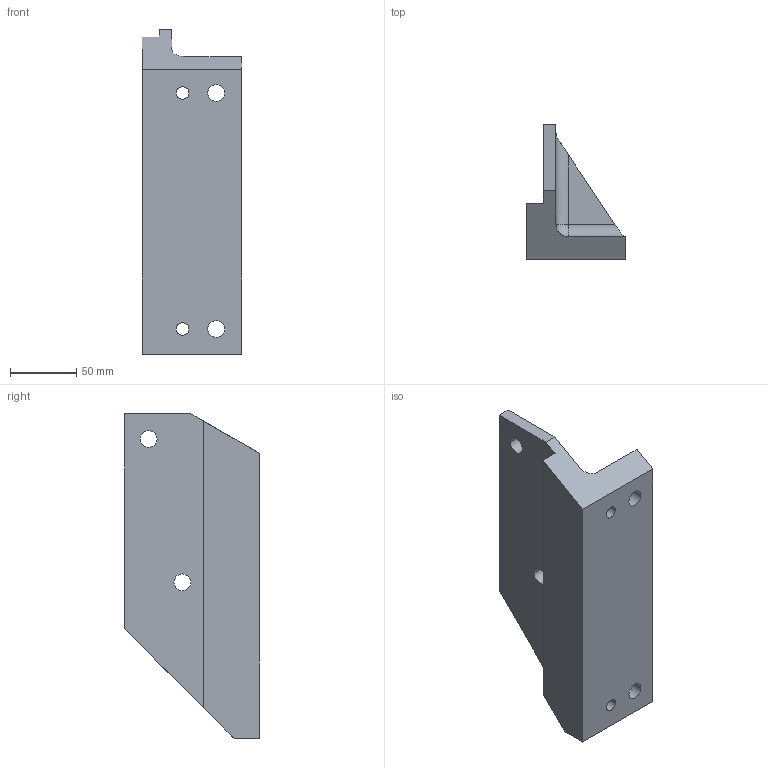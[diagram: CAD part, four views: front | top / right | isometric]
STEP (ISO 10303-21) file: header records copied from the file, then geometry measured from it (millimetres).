
FILE_DESCRIPTION (( 'STEP AP214' ), '1' );
FILE_NAME ('REAR_HV_MOUNT_LEFT.STEP', '2012-06-15T02:02:36', ( '' ), ( '' ), 'SwSTEP 2.0', 'SolidWorks 2012', '' );
FILE_SCHEMA (( 'AUTOMOTIVE_DESIGN' ));
Length unit declared in the file: inch
Products named in the file (1): REAR_HV_MOUNT_LEFT
Bounding box: 74.68 x 101.6 x 244.47 mm (x, y, z)
Volume: 525570.8 mm3; surface area: 82539.4 mm2
Topology: 1 solids, 1 shells, 40 faces, 108 edges, 68 vertices
Faces by surface type: cylinder 22, plane 16, sphere 2
Entity records: 1629 total; most frequent: CARTESIAN_POINT 391, ORIENTED_EDGE 212, DIRECTION 209, EDGE_CURVE 106, AXIS2_PLACEMENT_3D 74, VERTEX_POINT 68, LINE 61, VECTOR 61
